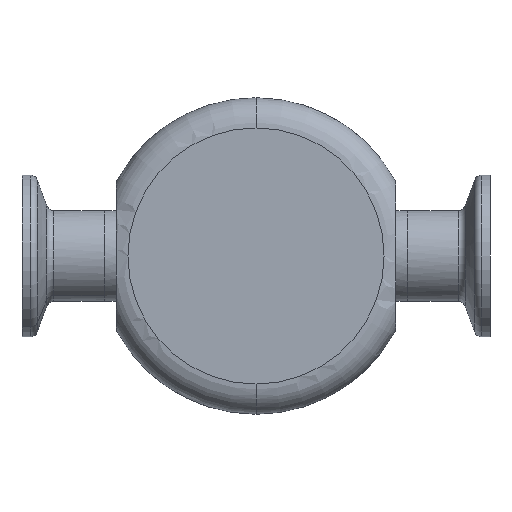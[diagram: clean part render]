
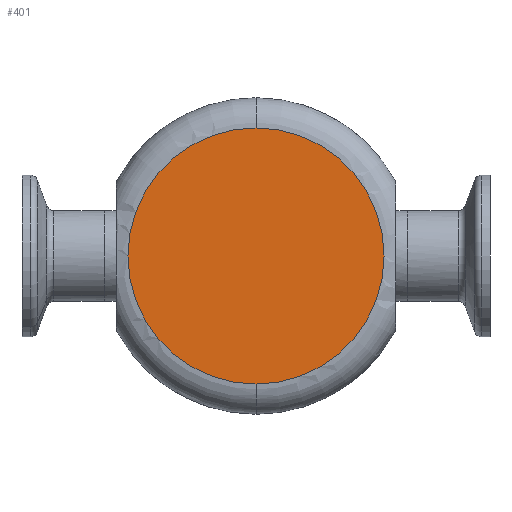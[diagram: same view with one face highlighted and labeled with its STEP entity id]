
A CAD part, front view. The second image highlights one B-rep face of the part: STEP entity #401.
In plain terms, the highlighted planar face has unit normal (0, -1, 0).
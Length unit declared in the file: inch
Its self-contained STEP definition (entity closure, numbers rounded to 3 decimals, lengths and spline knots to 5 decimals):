
#401 = ADVANCED_FACE ( 'NONE', ( #1850 ), #582, .T. ) ;
#550 = CARTESIAN_POINT ( 'NONE',  ( 0., -0.8375, 0. ) ) ;
#582 = PLANE ( 'NONE',  #2325 ) ;
#828 = VERTEX_POINT ( 'NONE', #1024 ) ;
#945 = DIRECTION ( 'NONE',  ( 0., 0., -1. ) ) ;
#1024 = CARTESIAN_POINT ( 'NONE',  ( 0., -0.8375, 1.06 ) ) ;
#1055 = CARTESIAN_POINT ( 'NONE',  ( 0., -0.8375, 0. ) ) ;
#1164 = CIRCLE ( 'NONE', #1638, 1.06 ) ;
#1286 = EDGE_CURVE ( 'NONE', #828, #2319, #4124, .T. ) ;
#1613 = EDGE_CURVE ( 'NONE', #2319, #828, #1164, .T. ) ;
#1638 = AXIS2_PLACEMENT_3D ( 'NONE', #3214, #3179, #945 ) ;
#1808 = DIRECTION ( 'NONE',  ( 0., 0., -1. ) ) ;
#1850 = FACE_OUTER_BOUND ( 'NONE', #2492, .T. ) ;
#1934 = ORIENTED_EDGE ( 'NONE', *, *, #1613, .T. ) ;
#2059 = ORIENTED_EDGE ( 'NONE', *, *, #1286, .T. ) ;
#2319 = VERTEX_POINT ( 'NONE', #3440 ) ;
#2325 = AXIS2_PLACEMENT_3D ( 'NONE', #550, #2724, #1808 ) ;
#2358 = AXIS2_PLACEMENT_3D ( 'NONE', #1055, #2685, #2655 ) ;
#2492 = EDGE_LOOP ( 'NONE', ( #1934, #2059 ) ) ;
#2655 = DIRECTION ( 'NONE',  ( 0., 0., -1. ) ) ;
#2685 = DIRECTION ( 'NONE',  ( 0., -1., 0. ) ) ;
#2724 = DIRECTION ( 'NONE',  ( 0., -1., 0. ) ) ;
#3179 = DIRECTION ( 'NONE',  ( 0., -1., 0. ) ) ;
#3214 = CARTESIAN_POINT ( 'NONE',  ( 0., -0.8375, 0. ) ) ;
#3440 = CARTESIAN_POINT ( 'NONE',  ( 0., -0.8375, -1.06 ) ) ;
#4124 = CIRCLE ( 'NONE', #2358, 1.06 ) ;
